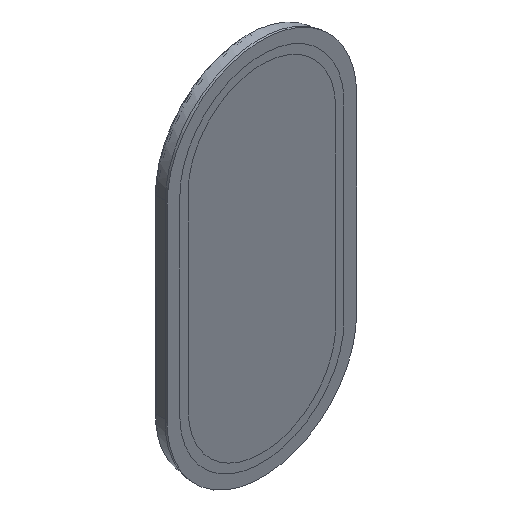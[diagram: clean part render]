
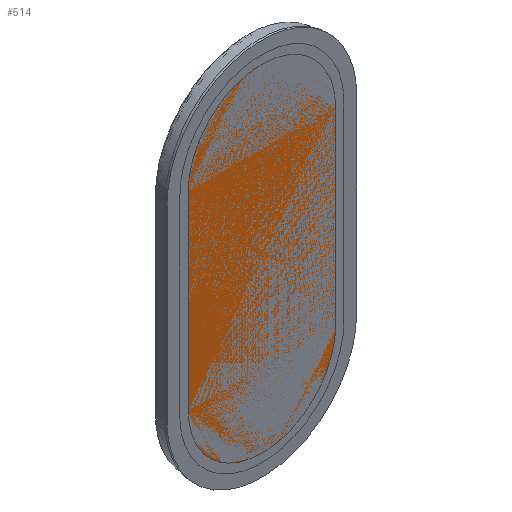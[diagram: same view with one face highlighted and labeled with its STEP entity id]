
A CAD part, isometric view. The second image highlights one B-rep face of the part: STEP entity #514.
In plain terms, the highlighted planar face has unit normal (0, -1, 0).
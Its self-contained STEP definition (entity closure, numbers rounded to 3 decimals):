
#200=(
BOUNDED_CURVE()
B_SPLINE_CURVE(2,(#6739,#6740,#6741,#6742,#6743),.UNSPECIFIED.,.F.,.F.)
B_SPLINE_CURVE_WITH_KNOTS((3,2,3),(-549.779,-274.889,
0.),.UNSPECIFIED.)
CURVE()
GEOMETRIC_REPRESENTATION_ITEM()
RATIONAL_B_SPLINE_CURVE((1.,0.707,1.,0.707,1.))
REPRESENTATION_ITEM('')
);
#201=(
BOUNDED_CURVE()
B_SPLINE_CURVE(2,(#6746,#6747,#6748,#6749,#6750),.UNSPECIFIED.,.F.,.F.)
B_SPLINE_CURVE_WITH_KNOTS((3,2,3),(-549.779,-274.889,
0.),.UNSPECIFIED.)
CURVE()
GEOMETRIC_REPRESENTATION_ITEM()
RATIONAL_B_SPLINE_CURVE((1.,0.707,1.,0.707,1.))
REPRESENTATION_ITEM('')
);
#514=ADVANCED_FACE('',(#726),#3358,.T.);
#726=FACE_OUTER_BOUND('',#962,.T.);
#962=EDGE_LOOP('',(#1879,#1880,#1881,#1882));
#1879=ORIENTED_EDGE('',*,*,#2477,.T.);
#1880=ORIENTED_EDGE('',*,*,#2480,.T.);
#1881=ORIENTED_EDGE('',*,*,#2479,.T.);
#1882=ORIENTED_EDGE('',*,*,#2478,.T.);
#2477=EDGE_CURVE('',#3219,#3220,#200,.T.);
#2478=EDGE_CURVE('',#3221,#3219,#2857,.T.);
#2479=EDGE_CURVE('',#3222,#3221,#201,.T.);
#2480=EDGE_CURVE('',#3220,#3222,#2858,.T.);
#2857=B_SPLINE_CURVE_WITH_KNOTS('',1,(#6744,#6745),.UNSPECIFIED.,.F.,.F.,
(2,2),(-450.,0.),.UNSPECIFIED.);
#2858=B_SPLINE_CURVE_WITH_KNOTS('',1,(#6751,#6752),.UNSPECIFIED.,.F.,.F.,
(2,2),(-450.,0.),.UNSPECIFIED.);
#3219=VERTEX_POINT('',#6595);
#3220=VERTEX_POINT('',#6596);
#3221=VERTEX_POINT('',#6597);
#3222=VERTEX_POINT('',#6598);
#3358=PLANE('',#3581);
#3581=AXIS2_PLACEMENT_3D('',#6502,#3786,$);
#3786=DIRECTION('',(0.,-1.,0.));
#6502=CARTESIAN_POINT('',(210.,-44.019,-480.));
#6595=CARTESIAN_POINT('',(175.,-44.019,225.));
#6596=CARTESIAN_POINT('',(-175.,-44.019,225.));
#6597=CARTESIAN_POINT('',(175.,-44.019,-225.));
#6598=CARTESIAN_POINT('',(-175.,-44.019,-225.));
#6739=CARTESIAN_POINT('',(175.,-44.019,225.));
#6740=CARTESIAN_POINT('',(175.,-44.019,400.));
#6741=CARTESIAN_POINT('',(0.,-44.019,400.));
#6742=CARTESIAN_POINT('',(-175.,-44.019,400.));
#6743=CARTESIAN_POINT('',(-175.,-44.019,225.));
#6744=CARTESIAN_POINT('',(175.,-44.019,-225.));
#6745=CARTESIAN_POINT('',(175.,-44.019,225.));
#6746=CARTESIAN_POINT('',(-175.,-44.019,-225.));
#6747=CARTESIAN_POINT('',(-175.,-44.019,-400.));
#6748=CARTESIAN_POINT('',(0.,-44.019,-400.));
#6749=CARTESIAN_POINT('',(175.,-44.019,-400.));
#6750=CARTESIAN_POINT('',(175.,-44.019,-225.));
#6751=CARTESIAN_POINT('',(-175.,-44.019,225.));
#6752=CARTESIAN_POINT('',(-175.,-44.019,-225.));
